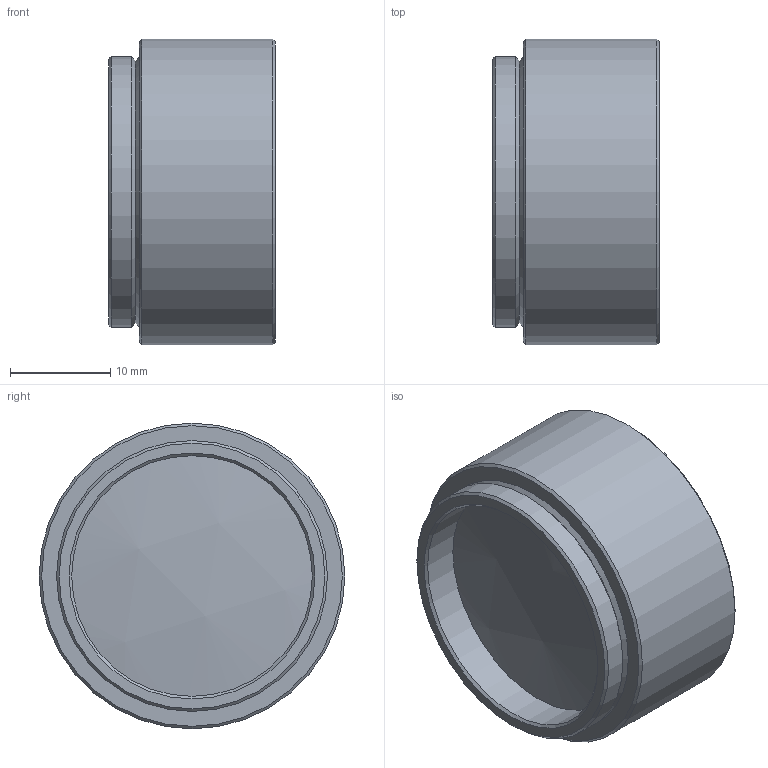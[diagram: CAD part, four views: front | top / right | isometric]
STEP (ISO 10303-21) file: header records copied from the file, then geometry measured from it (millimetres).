
FILE_DESCRIPTION(/* description */ ('STEP AP203'),/* implementation_level */ '2;1');
FILE_NAME(/* name */ '00_AC254-075-A-ML-Step.ipt.step',/* time_stamp */ '2022-11-29T07:34:21+01:00',/* author */ ('admin'),/* organization */ (''),/* preprocessor_version */ 'ST-DEVELOPER v18.1',/* originating_system */ 'Autodesk Inventor 2022',/* authorisation */ '');
FILE_SCHEMA (('AUTOMOTIVE_DESIGN { 1 0 10303 214 3 1 1 }'));
Length unit declared in the file: millimetre
Products named in the file (1): 00_AC254-075-A-ML-Step
Bounding box: 16.61 x 30.48 x 30.48 mm (x, y, z)
Volume: 7678.8 mm3; surface area: 6599.1 mm2
Topology: 4 solids, 4 shells, 58 faces, 141 edges, 92 vertices
Faces by surface type: cone 19, cylinder 16, plane 13, bspline 6, sphere 4
Full cylindrical faces by diameter (mm): 22.911 x1, 24.003 x1, 25.4 x2, 25.603 x2, 26.289 x1, 27 x1, 30.48 x1
Entity records: 3183 total; most frequent: CARTESIAN_POINT 1797, ORIENTED_EDGE 282, DIRECTION 279, EDGE_CURVE 141, AXIS2_PLACEMENT_3D 109, VERTEX_POINT 92, EDGE_LOOP 63, LINE 61
